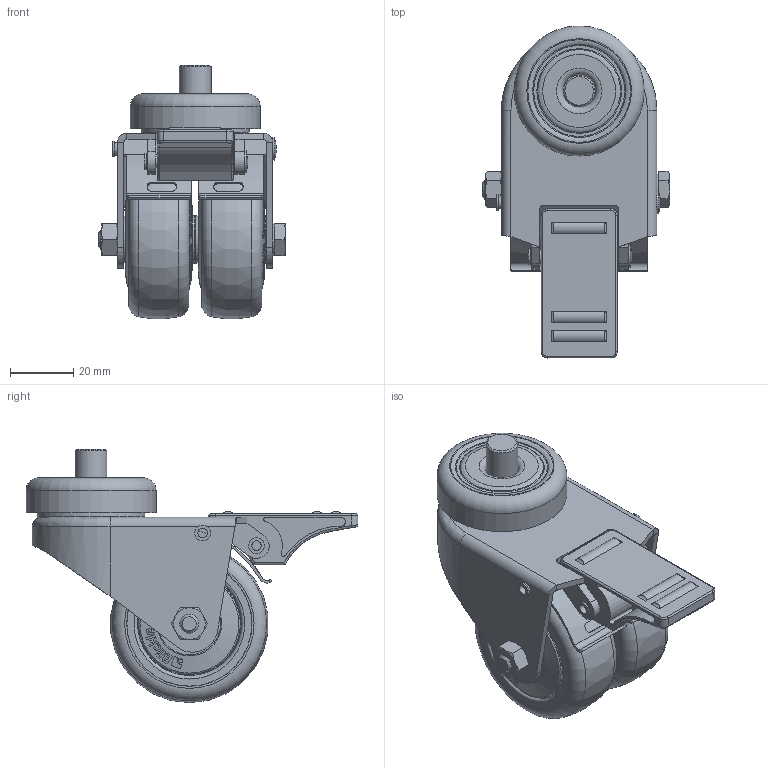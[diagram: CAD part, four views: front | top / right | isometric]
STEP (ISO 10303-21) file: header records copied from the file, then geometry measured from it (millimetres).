
FILE_DESCRIPTION(/* description */ ('Unknown'),/* implementation_level */ '2;1');
FILE_NAME(/* name */ '113.00067 Doppelrolle D50 kpl',/* time_stamp */ '2017-12-19T09:58:59+01:00',/* author */ ('Unknown'),/* organization */ ('Unknown'),/* preprocessor_version */ 'ST-DEVELOPER v16.7',/* originating_system */ 'DEX',/* authorisation */ $);
FILE_SCHEMA (('AUTOMOTIVE_DESIGN {1 0 10303 214 3 1 1}'));
Products named in the file (8): 113.00067; 113.00066; PATH_G15_PATH_50_6K-FK; PATH_50_6K-FK_755795; GH-LMDA050-FI_G15; AM_LDA_06x49_R; 142.00194; 142.00179
Assembly tree (8 placements, depth 4):
  113.00067
    113.00066
      PATH_G15_PATH_50_6K-FK  x2
        PATH_50_6K-FK_755795
      GH-LMDA050-FI_G15
      AM_LDA_06x49_R
    142.00194
    142.00179
Bounding box: 59 x 104.68 x 79.92 mm (x, y, z)
Volume: 99638.6 mm3; surface area: 49860.9 mm2
Topology: 6 solids, 6 shells, 2710 faces, 7272 edges, 4831 vertices
Faces by surface type: plane 1482, cylinder 844, bspline 175, cone 152, torus 55, sphere 2
Full cylindrical faces by diameter (mm): 3 x2, 4 x4, 5 x2, 6 x2, 6.1 x2, 7 x2, 10 x2, 10.017 x1, 10.5 x1, 13 x4, 15 x4, 16 x1, 19 x1, 20 x1, 30 x1, 30.6 x4, 32 x4, 34 x1, 39.4 x4, 39.5 x4, 41 x1
Entity records: 57169 total; most frequent: CARTESIAN_POINT 19730, ORIENTED_EDGE 8392, DIRECTION 6425, EDGE_CURVE 4196, VERTEX_POINT 2817, AXIS2_PLACEMENT_3D 2205, LINE 2015, VECTOR 2015
